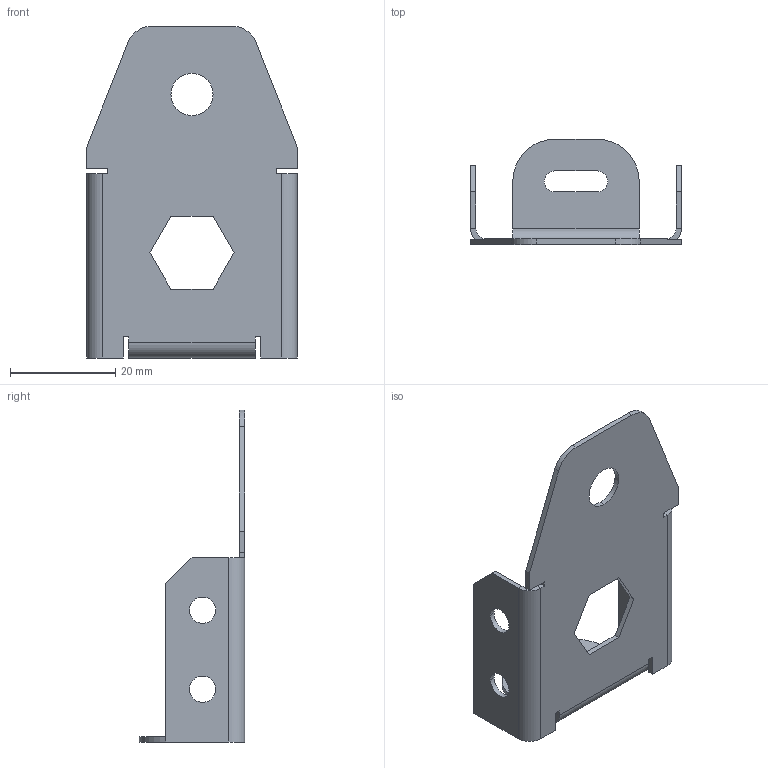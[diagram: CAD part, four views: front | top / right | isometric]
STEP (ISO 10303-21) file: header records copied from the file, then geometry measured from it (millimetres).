
FILE_DESCRIPTION (( 'STEP AP214' ), '1' );
FILE_NAME ('Part52.STEP', '2025-03-03T13:01:25', ( '' ), ( '' ), 'SwSTEP 2.0', 'SolidWorks 2024', '' );
FILE_SCHEMA (( 'AUTOMOTIVE_DESIGN' ));
Length unit declared in the file: millimetre
Products named in the file (1): Part52
Bounding box: 40 x 20 x 63 mm (x, y, z)
Volume: 3233.6 mm3; surface area: 6928.1 mm2
Topology: 1 solids, 1 shells, 75 faces, 195 edges, 122 vertices
Faces by surface type: plane 52, cylinder 23
Entity records: 2314 total; most frequent: CARTESIAN_POINT 393, DIRECTION 393, ORIENTED_EDGE 390, EDGE_CURVE 195, LINE 149, VECTOR 149, AXIS2_PLACEMENT_3D 122, VERTEX_POINT 122
